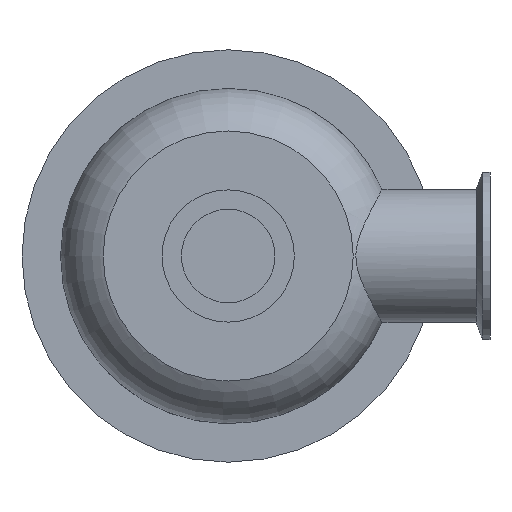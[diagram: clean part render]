
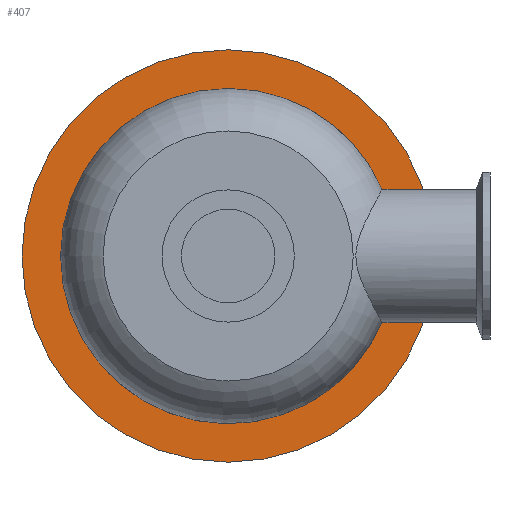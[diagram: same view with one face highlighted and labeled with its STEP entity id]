
A CAD part, front view. The second image highlights one B-rep face of the part: STEP entity #407.
In plain terms, the highlighted planar face has unit normal (0, -1, 0).
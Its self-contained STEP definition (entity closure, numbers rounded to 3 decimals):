
#24=FACE_BOUND('',#101,.T.);
#40=PLANE('',#489);
#66=FACE_OUTER_BOUND('',#100,.T.);
#100=EDGE_LOOP('',(#351));
#101=EDGE_LOOP('',(#352));
#151=CIRCLE('',#451,64.);
#170=CIRCLE('',#488,78.75);
#186=VERTEX_POINT('',#735);
#204=VERTEX_POINT('',#801);
#225=EDGE_CURVE('',#186,#186,#151,.T.);
#254=EDGE_CURVE('',#204,#204,#170,.T.);
#351=ORIENTED_EDGE('',*,*,#254,.T.);
#352=ORIENTED_EDGE('',*,*,#225,.F.);
#407=ADVANCED_FACE('',(#66,#24),#40,.T.);
#451=AXIS2_PLACEMENT_3D('',#737,#534,#535);
#488=AXIS2_PLACEMENT_3D('',#802,#618,#619);
#489=AXIS2_PLACEMENT_3D('',#804,#621,#622);
#534=DIRECTION('center_axis',(0.,-1.,0.));
#535=DIRECTION('ref_axis',(1.,0.,0.));
#618=DIRECTION('center_axis',(0.,-1.,0.));
#619=DIRECTION('ref_axis',(1.,0.,0.));
#621=DIRECTION('center_axis',(0.,-1.,0.));
#622=DIRECTION('ref_axis',(0.,0.,-1.));
#735=CARTESIAN_POINT('',(634.971,191.375,0.));
#737=CARTESIAN_POINT('Origin',(570.971,191.375,0.));
#801=CARTESIAN_POINT('',(649.721,191.375,0.));
#802=CARTESIAN_POINT('Origin',(570.971,191.375,0.));
#804=CARTESIAN_POINT('Origin',(506.971,191.375,0.));
